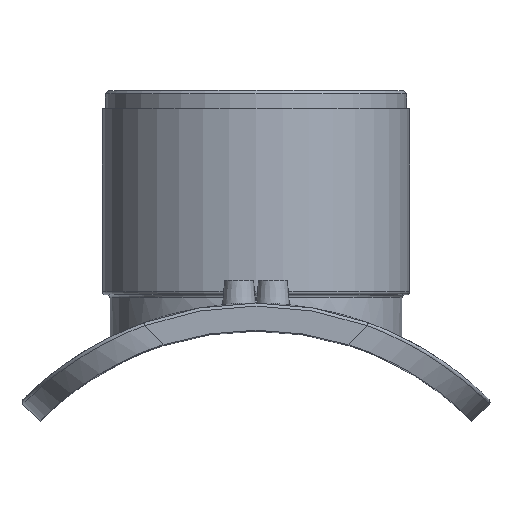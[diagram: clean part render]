
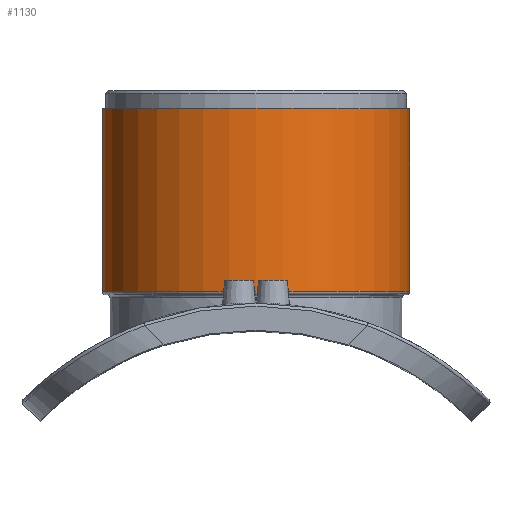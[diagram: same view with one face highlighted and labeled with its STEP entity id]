
A CAD part, top view. The second image highlights one B-rep face of the part: STEP entity #1130.
In plain terms, the highlighted cylindrical face has radius 80 mm (diameter 160 mm), a full revolution.
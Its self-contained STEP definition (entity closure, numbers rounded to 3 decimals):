
#51=FACE_BOUND('',#245,.T.);
#153=FACE_OUTER_BOUND('',#244,.T.);
#244=EDGE_LOOP('',(#988));
#245=EDGE_LOOP('',(#989));
#317=CIRCLE('',#1250,80.);
#319=CIRCLE('',#1254,80.);
#559=VERTEX_POINT('',#2971);
#561=VERTEX_POINT('',#2977);
#713=EDGE_CURVE('',#559,#559,#317,.T.);
#715=EDGE_CURVE('',#561,#561,#319,.T.);
#988=ORIENTED_EDGE('',*,*,#715,.F.);
#989=ORIENTED_EDGE('',*,*,#713,.F.);
#1061=CYLINDRICAL_SURFACE('',#1253,80.);
#1130=ADVANCED_FACE('',(#153,#51),#1061,.T.);
#1250=AXIS2_PLACEMENT_3D('',#2972,#1534,#1535);
#1253=AXIS2_PLACEMENT_3D('',#2976,#1540,#1541);
#1254=AXIS2_PLACEMENT_3D('',#2978,#1542,#1543);
#1534=DIRECTION('center_axis',(0.,-1.,0.));
#1535=DIRECTION('ref_axis',(0.,0.,-1.));
#1540=DIRECTION('center_axis',(0.,1.,0.));
#1541=DIRECTION('ref_axis',(0.,0.,1.));
#1542=DIRECTION('center_axis',(0.,1.,0.));
#1543=DIRECTION('ref_axis',(1.,0.,0.));
#2971=CARTESIAN_POINT('',(0.,177.85,80.));
#2972=CARTESIAN_POINT('Origin',(0.,177.85,0.));
#2976=CARTESIAN_POINT('Origin',(0.,224.688,0.));
#2977=CARTESIAN_POINT('',(0.,273.125,80.));
#2978=CARTESIAN_POINT('Origin',(0.,273.125,0.));
